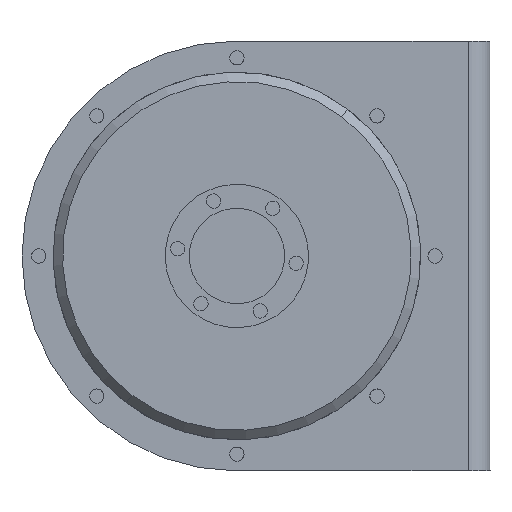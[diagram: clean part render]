
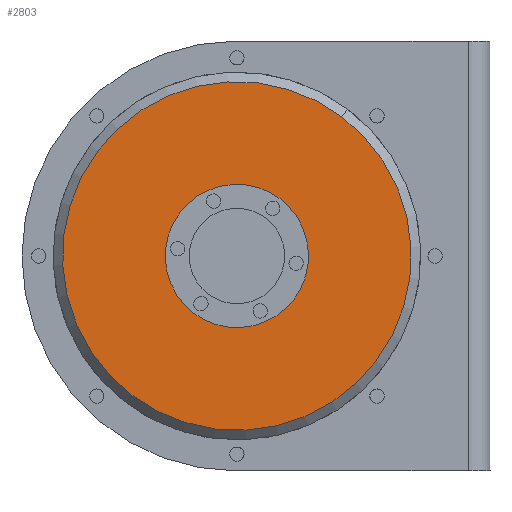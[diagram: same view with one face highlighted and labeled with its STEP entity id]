
A CAD part, left-side view. The second image highlights one B-rep face of the part: STEP entity #2803.
In plain terms, the highlighted planar face has unit normal (-1, 0, 0).
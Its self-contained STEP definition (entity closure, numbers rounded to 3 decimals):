
#12 = VERTEX_POINT ( 'NONE', #2765 ) ;
#119 = DIRECTION ( 'NONE',  ( 0., 0., -1. ) ) ;
#178 = FACE_OUTER_BOUND ( 'NONE', #980, .T. ) ;
#283 = ORIENTED_EDGE ( 'NONE', *, *, #1740, .T. ) ;
#416 = EDGE_CURVE ( 'NONE', #2060, #580, #3765, .T. ) ;
#421 = CIRCLE ( 'NONE', #1746, 15. ) ;
#449 = EDGE_LOOP ( 'NONE', ( #3515, #283 ) ) ;
#549 = DIRECTION ( 'NONE',  ( 0., 1., 0. ) ) ;
#574 = VERTEX_POINT ( 'NONE', #1107 ) ;
#580 = VERTEX_POINT ( 'NONE', #2020 ) ;
#771 = EDGE_CURVE ( 'NONE', #580, #2060, #1940, .T. ) ;
#818 = FACE_BOUND ( 'NONE', #449, .T. ) ;
#980 = EDGE_LOOP ( 'NONE', ( #3344, #2658 ) ) ;
#1065 = CARTESIAN_POINT ( 'NONE',  ( -49.75, 0., 0. ) ) ;
#1107 = CARTESIAN_POINT ( 'NONE',  ( -49.75, 0., -15. ) ) ;
#1112 = DIRECTION ( 'NONE',  ( 1., 0., 0. ) ) ;
#1157 = CIRCLE ( 'NONE', #3227, 15. ) ;
#1300 = DIRECTION ( 'NONE',  ( 0., 0., -1. ) ) ;
#1482 = DIRECTION ( 'NONE',  ( 0., 0., -1. ) ) ;
#1613 = DIRECTION ( 'NONE',  ( 1., 0., 0. ) ) ;
#1621 = DIRECTION ( 'NONE',  ( 1., 0., 0. ) ) ;
#1627 = DIRECTION ( 'NONE',  ( 1., 0., 0. ) ) ;
#1740 = EDGE_CURVE ( 'NONE', #574, #12, #1157, .T. ) ;
#1746 = AXIS2_PLACEMENT_3D ( 'NONE', #2778, #1613, #119 ) ;
#1940 = CIRCLE ( 'NONE', #3183, 36.5 ) ;
#2020 = CARTESIAN_POINT ( 'NONE',  ( -49.75, 0., -36.5 ) ) ;
#2060 = VERTEX_POINT ( 'NONE', #3211 ) ;
#2113 = AXIS2_PLACEMENT_3D ( 'NONE', #3085, #1627, #2563 ) ;
#2320 = EDGE_CURVE ( 'NONE', #12, #574, #421, .T. ) ;
#2563 = DIRECTION ( 'NONE',  ( 0., 0., -1. ) ) ;
#2603 = CARTESIAN_POINT ( 'NONE',  ( -49.75, 0., 0. ) ) ;
#2658 = ORIENTED_EDGE ( 'NONE', *, *, #771, .F. ) ;
#2765 = CARTESIAN_POINT ( 'NONE',  ( -49.75, 0., 15. ) ) ;
#2778 = CARTESIAN_POINT ( 'NONE',  ( -49.75, 0., 0. ) ) ;
#2803 = ADVANCED_FACE ( 'NONE', ( #818, #178 ), #3808, .F. ) ;
#2931 = DIRECTION ( 'NONE',  ( 1., 0., 0. ) ) ;
#2978 = AXIS2_PLACEMENT_3D ( 'NONE', #2603, #1112, #549 ) ;
#3085 = CARTESIAN_POINT ( 'NONE',  ( -49.75, 0., 0. ) ) ;
#3183 = AXIS2_PLACEMENT_3D ( 'NONE', #1065, #1621, #1300 ) ;
#3211 = CARTESIAN_POINT ( 'NONE',  ( -49.75, 0., 36.5 ) ) ;
#3227 = AXIS2_PLACEMENT_3D ( 'NONE', #3523, #2931, #1482 ) ;
#3344 = ORIENTED_EDGE ( 'NONE', *, *, #416, .F. ) ;
#3515 = ORIENTED_EDGE ( 'NONE', *, *, #2320, .T. ) ;
#3523 = CARTESIAN_POINT ( 'NONE',  ( -49.75, 0., 0. ) ) ;
#3765 = CIRCLE ( 'NONE', #2113, 36.5 ) ;
#3808 = PLANE ( 'NONE',  #2978 ) ;
